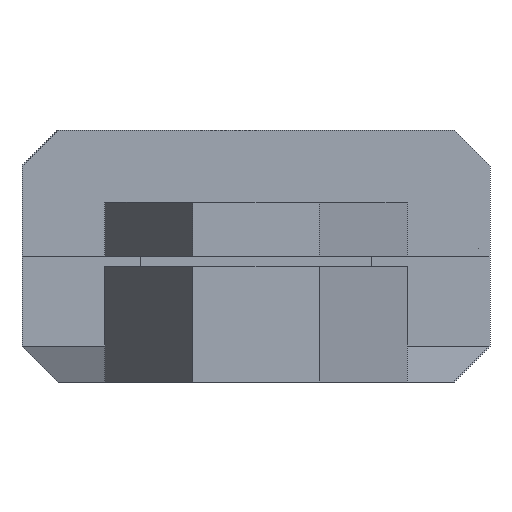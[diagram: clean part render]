
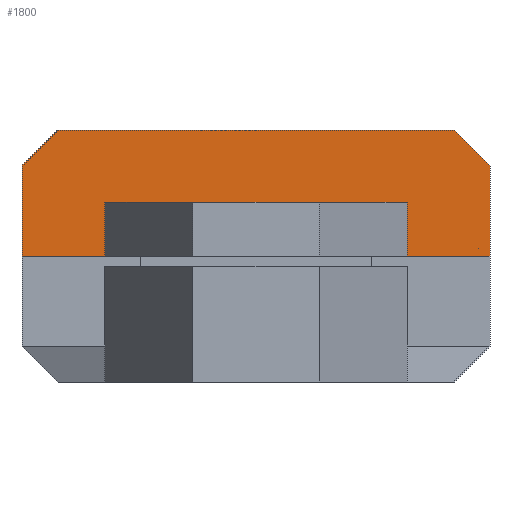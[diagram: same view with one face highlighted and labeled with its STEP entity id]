
A CAD part, left-side view. The second image highlights one B-rep face of the part: STEP entity #1800.
In plain terms, the highlighted planar face has unit normal (-1, 0, 0).
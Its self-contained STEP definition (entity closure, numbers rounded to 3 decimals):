
#192=FACE_OUTER_BOUND('',#302,.T.);
#302=EDGE_LOOP('',(#1543,#1544,#1545,#1546,#1547,#1548,#1549,#1550,#1551,
#1552));
#464=LINE('',#2804,#668);
#485=LINE('',#2867,#689);
#490=LINE('',#2875,#694);
#504=LINE('',#2914,#708);
#505=LINE('',#2916,#709);
#506=LINE('',#2918,#710);
#507=LINE('',#2920,#711);
#508=LINE('',#2922,#712);
#509=LINE('',#2923,#713);
#510=LINE('',#2924,#714);
#668=VECTOR('',#2288,10.);
#689=VECTOR('',#2349,10.);
#694=VECTOR('',#2356,10.);
#708=VECTOR('',#2400,10.);
#709=VECTOR('',#2401,10.);
#710=VECTOR('',#2402,10.);
#711=VECTOR('',#2403,10.);
#712=VECTOR('',#2404,10.);
#713=VECTOR('',#2405,10.);
#714=VECTOR('',#2406,10.);
#835=VERTEX_POINT('',#2802);
#836=VERTEX_POINT('',#2803);
#857=VERTEX_POINT('',#2865);
#858=VERTEX_POINT('',#2866);
#860=VERTEX_POINT('',#2873);
#870=VERTEX_POINT('',#2913);
#871=VERTEX_POINT('',#2915);
#872=VERTEX_POINT('',#2917);
#873=VERTEX_POINT('',#2919);
#874=VERTEX_POINT('',#2921);
#1051=EDGE_CURVE('',#835,#836,#464,.T.);
#1082=EDGE_CURVE('',#857,#858,#485,.T.);
#1087=EDGE_CURVE('',#860,#857,#490,.T.);
#1106=EDGE_CURVE('',#870,#860,#504,.T.);
#1107=EDGE_CURVE('',#870,#871,#505,.T.);
#1108=EDGE_CURVE('',#871,#872,#506,.T.);
#1109=EDGE_CURVE('',#873,#872,#507,.T.);
#1110=EDGE_CURVE('',#874,#873,#508,.T.);
#1111=EDGE_CURVE('',#874,#836,#509,.T.);
#1112=EDGE_CURVE('',#858,#835,#510,.T.);
#1543=ORIENTED_EDGE('',*,*,#1082,.F.);
#1544=ORIENTED_EDGE('',*,*,#1087,.F.);
#1545=ORIENTED_EDGE('',*,*,#1106,.F.);
#1546=ORIENTED_EDGE('',*,*,#1107,.T.);
#1547=ORIENTED_EDGE('',*,*,#1108,.T.);
#1548=ORIENTED_EDGE('',*,*,#1109,.F.);
#1549=ORIENTED_EDGE('',*,*,#1110,.F.);
#1550=ORIENTED_EDGE('',*,*,#1111,.T.);
#1551=ORIENTED_EDGE('',*,*,#1051,.F.);
#1552=ORIENTED_EDGE('',*,*,#1112,.F.);
#1704=PLANE('',#1952);
#1800=ADVANCED_FACE('',(#192),#1704,.T.);
#1952=AXIS2_PLACEMENT_3D('',#2912,#2398,#2399);
#2288=DIRECTION('',(0.,-0.707,-0.707));
#2349=DIRECTION('',(0.,-0.707,0.707));
#2356=DIRECTION('',(0.,0.,1.));
#2398=DIRECTION('center_axis',(-1.,0.,0.));
#2399=DIRECTION('ref_axis',(0.,-1.,0.));
#2400=DIRECTION('',(0.,1.,0.));
#2401=DIRECTION('',(0.,0.,1.));
#2402=DIRECTION('',(0.,-1.,0.));
#2403=DIRECTION('',(0.,0.,1.));
#2404=DIRECTION('',(0.,1.,0.));
#2405=DIRECTION('',(0.,0.,1.));
#2406=DIRECTION('',(0.,-1.,0.));
#2802=CARTESIAN_POINT('',(-65.,-11.,7.));
#2803=CARTESIAN_POINT('',(-65.,-13.,5.));
#2804=CARTESIAN_POINT('',(-65.,-7.25,10.75));
#2865=CARTESIAN_POINT('',(-65.,13.,5.));
#2866=CARTESIAN_POINT('',(-65.,11.,7.));
#2867=CARTESIAN_POINT('',(-65.,13.75,4.25));
#2873=CARTESIAN_POINT('',(-65.,13.,0.));
#2875=CARTESIAN_POINT('',(-65.,13.,0.));
#2912=CARTESIAN_POINT('Origin',(-65.,13.,0.));
#2913=CARTESIAN_POINT('',(-65.,8.4,0.));
#2914=CARTESIAN_POINT('',(-65.,-13.,0.));
#2915=CARTESIAN_POINT('',(-65.,8.4,3.));
#2916=CARTESIAN_POINT('',(-65.,8.4,0.));
#2917=CARTESIAN_POINT('',(-65.,-8.4,3.));
#2918=CARTESIAN_POINT('',(-65.,-4.2,3.));
#2919=CARTESIAN_POINT('',(-65.,-8.4,0.));
#2920=CARTESIAN_POINT('',(-65.,-8.4,0.));
#2921=CARTESIAN_POINT('',(-65.,-13.,0.));
#2922=CARTESIAN_POINT('',(-65.,-13.,0.));
#2923=CARTESIAN_POINT('',(-65.,-13.,0.));
#2924=CARTESIAN_POINT('',(-65.,-13.,7.));
